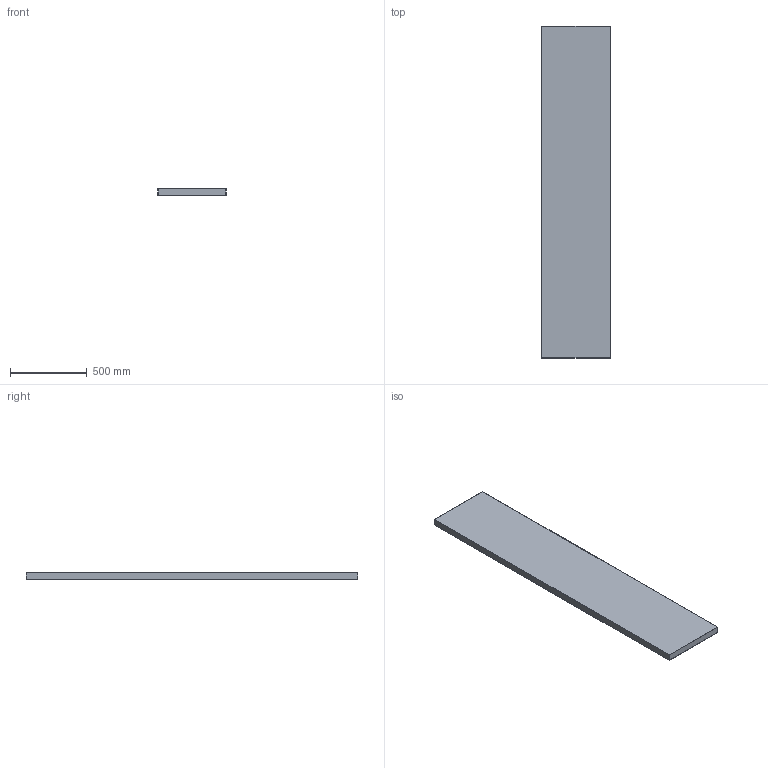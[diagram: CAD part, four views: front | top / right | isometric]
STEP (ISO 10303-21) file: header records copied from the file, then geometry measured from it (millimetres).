
FILE_DESCRIPTION (( 'STEP AP214' ), '1' );
FILE_NAME ('SCE-NEP8618.STEP', '2024-04-24T16:03:12', ( '' ), ( '' ), 'SwSTEP 2.0', 'SolidWorks 2023', '' );
FILE_SCHEMA (( 'AUTOMOTIVE_DESIGN' ));
Length unit declared in the file: inch
Products named in the file (1): SCE-NEP8618
Bounding box: 444.5 x 2159 x 44.45 mm (x, y, z)
Volume: 2025892.8 mm3; surface area: 2674531 mm2
Topology: 1 solids, 1 shells, 170 faces, 508 edges, 342 vertices
Faces by surface type: cylinder 86, plane 84
Full cylindrical faces by diameter (mm): 11.112 x4, 11.113 x6
Entity records: 5727 total; most frequent: DIRECTION 1002, CARTESIAN_POINT 991, ORIENTED_EDGE 976, EDGE_CURVE 488, AXIS2_PLACEMENT_3D 343, VERTEX_POINT 332, VECTOR 316, LINE 316
